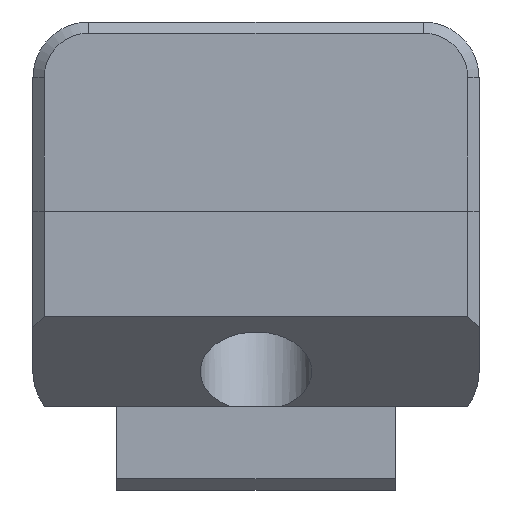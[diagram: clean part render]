
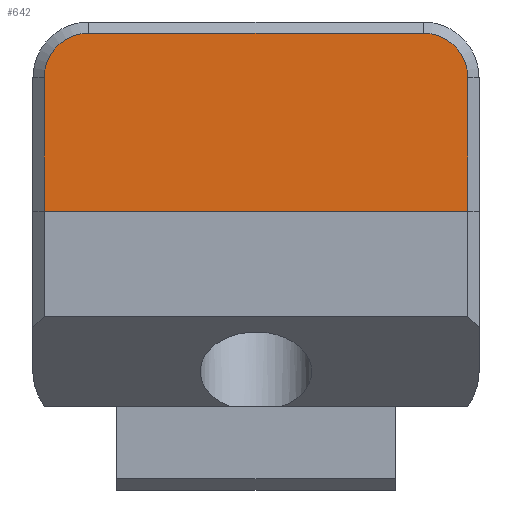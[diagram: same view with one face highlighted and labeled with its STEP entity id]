
A CAD part, front view. The second image highlights one B-rep face of the part: STEP entity #642.
In plain terms, the highlighted planar face has unit normal (0, -1, 0).
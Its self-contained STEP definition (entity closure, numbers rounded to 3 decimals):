
#42=PLANE('',#712);
#70=FACE_OUTER_BOUND('',#106,.T.);
#106=EDGE_LOOP('',(#546,#547,#548,#549,#550,#551));
#132=CIRCLE('',#705,0.8);
#134=CIRCLE('',#709,0.8);
#186=LINE('',#1060,#251);
#192=LINE('',#1075,#257);
#196=LINE('',#1087,#261);
#199=LINE('',#1092,#264);
#251=VECTOR('',#845,10.);
#257=VECTOR('',#859,10.);
#261=VECTOR('',#871,10.);
#264=VECTOR('',#878,10.);
#315=VERTEX_POINT('',#1053);
#317=VERTEX_POINT('',#1059);
#319=VERTEX_POINT('',#1065);
#321=VERTEX_POINT('',#1071);
#323=VERTEX_POINT('',#1077);
#325=VERTEX_POINT('',#1083);
#392=EDGE_CURVE('',#315,#317,#186,.T.);
#397=EDGE_CURVE('',#317,#319,#132,.T.);
#400=EDGE_CURVE('',#319,#321,#192,.T.);
#403=EDGE_CURVE('',#321,#323,#134,.T.);
#406=EDGE_CURVE('',#323,#325,#196,.T.);
#409=EDGE_CURVE('',#315,#325,#199,.T.);
#546=ORIENTED_EDGE('',*,*,#406,.F.);
#547=ORIENTED_EDGE('',*,*,#403,.F.);
#548=ORIENTED_EDGE('',*,*,#400,.F.);
#549=ORIENTED_EDGE('',*,*,#397,.F.);
#550=ORIENTED_EDGE('',*,*,#392,.F.);
#551=ORIENTED_EDGE('',*,*,#409,.T.);
#642=ADVANCED_FACE('',(#70),#42,.F.);
#705=AXIS2_PLACEMENT_3D('',#1069,#853,#854);
#709=AXIS2_PLACEMENT_3D('',#1081,#865,#866);
#712=AXIS2_PLACEMENT_3D('',#1091,#876,#877);
#845=DIRECTION('',(0.,0.,1.));
#853=DIRECTION('center_axis',(0.,1.,0.));
#854=DIRECTION('ref_axis',(-0.707,0.,0.707));
#859=DIRECTION('',(1.,0.,0.));
#865=DIRECTION('center_axis',(0.,1.,0.));
#866=DIRECTION('ref_axis',(0.707,0.,0.707));
#871=DIRECTION('',(0.,0.,-1.));
#876=DIRECTION('center_axis',(0.,1.,0.));
#877=DIRECTION('ref_axis',(1.,0.,0.));
#878=DIRECTION('',(1.,0.,0.));
#1053=CARTESIAN_POINT('',(-3.8,-16.113,24.));
#1059=CARTESIAN_POINT('',(-3.8,-16.113,26.392));
#1060=CARTESIAN_POINT('',(-3.8,-16.113,22.892));
#1065=CARTESIAN_POINT('',(-3.,-16.113,27.192));
#1069=CARTESIAN_POINT('Origin',(-3.,-16.113,26.392));
#1071=CARTESIAN_POINT('',(3.,-16.113,27.192));
#1075=CARTESIAN_POINT('',(-2.,-16.113,27.192));
#1077=CARTESIAN_POINT('',(3.8,-16.113,26.392));
#1081=CARTESIAN_POINT('Origin',(3.,-16.113,26.392));
#1083=CARTESIAN_POINT('',(3.8,-16.113,24.));
#1087=CARTESIAN_POINT('',(3.8,-16.113,25.892));
#1091=CARTESIAN_POINT('Origin',(0.,-16.113,
24.392));
#1092=CARTESIAN_POINT('',(-1.,-16.113,24.));
